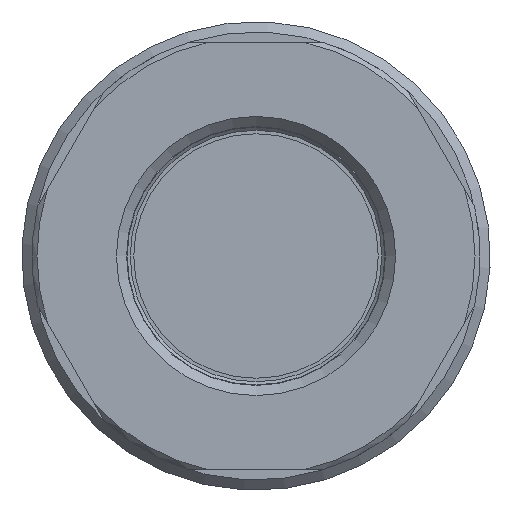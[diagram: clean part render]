
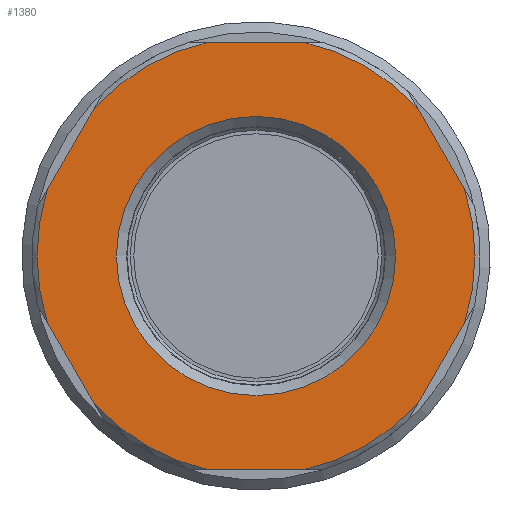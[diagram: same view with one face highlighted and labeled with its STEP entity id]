
A CAD part, left-side view. The second image highlights one B-rep face of the part: STEP entity #1380.
In plain terms, the highlighted planar face has unit normal (-1, 0, 0).
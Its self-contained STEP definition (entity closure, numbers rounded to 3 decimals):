
#178=FACE_BOUND('',#346,.T.);
#196=PLANE('',#1548);
#257=FACE_OUTER_BOUND('',#345,.T.);
#345=EDGE_LOOP('',(#1152,#1153,#1154,#1155,#1156,#1157,#1158,#1159,#1160,
#1161,#1162,#1163));
#346=EDGE_LOOP('',(#1164));
#405=LINE('',#2315,#461);
#406=LINE('',#2319,#462);
#407=LINE('',#2323,#463);
#408=LINE('',#2327,#464);
#409=LINE('',#2331,#465);
#410=LINE('',#2335,#466);
#461=VECTOR('',#1878,10.);
#462=VECTOR('',#1881,10.);
#463=VECTOR('',#1884,10.);
#464=VECTOR('',#1887,10.);
#465=VECTOR('',#1890,10.);
#466=VECTOR('',#1893,10.);
#552=CIRCLE('',#1545,6.85);
#554=CIRCLE('',#1549,10.75);
#555=CIRCLE('',#1550,10.75);
#556=CIRCLE('',#1551,10.75);
#557=CIRCLE('',#1552,10.75);
#558=CIRCLE('',#1553,10.75);
#559=CIRCLE('',#1554,10.75);
#658=VERTEX_POINT('',#2305);
#660=VERTEX_POINT('',#2313);
#661=VERTEX_POINT('',#2314);
#662=VERTEX_POINT('',#2316);
#663=VERTEX_POINT('',#2318);
#664=VERTEX_POINT('',#2320);
#665=VERTEX_POINT('',#2322);
#666=VERTEX_POINT('',#2324);
#667=VERTEX_POINT('',#2326);
#668=VERTEX_POINT('',#2328);
#669=VERTEX_POINT('',#2330);
#670=VERTEX_POINT('',#2332);
#671=VERTEX_POINT('',#2334);
#829=EDGE_CURVE('',#658,#658,#552,.T.);
#833=EDGE_CURVE('',#660,#661,#405,.T.);
#834=EDGE_CURVE('',#662,#661,#554,.T.);
#835=EDGE_CURVE('',#662,#663,#406,.T.);
#836=EDGE_CURVE('',#664,#663,#555,.T.);
#837=EDGE_CURVE('',#664,#665,#407,.T.);
#838=EDGE_CURVE('',#666,#665,#556,.T.);
#839=EDGE_CURVE('',#666,#667,#408,.T.);
#840=EDGE_CURVE('',#668,#667,#557,.T.);
#841=EDGE_CURVE('',#668,#669,#409,.T.);
#842=EDGE_CURVE('',#670,#669,#558,.T.);
#843=EDGE_CURVE('',#670,#671,#410,.T.);
#844=EDGE_CURVE('',#660,#671,#559,.T.);
#1152=ORIENTED_EDGE('',*,*,#833,.T.);
#1153=ORIENTED_EDGE('',*,*,#834,.F.);
#1154=ORIENTED_EDGE('',*,*,#835,.T.);
#1155=ORIENTED_EDGE('',*,*,#836,.F.);
#1156=ORIENTED_EDGE('',*,*,#837,.T.);
#1157=ORIENTED_EDGE('',*,*,#838,.F.);
#1158=ORIENTED_EDGE('',*,*,#839,.T.);
#1159=ORIENTED_EDGE('',*,*,#840,.F.);
#1160=ORIENTED_EDGE('',*,*,#841,.T.);
#1161=ORIENTED_EDGE('',*,*,#842,.F.);
#1162=ORIENTED_EDGE('',*,*,#843,.T.);
#1163=ORIENTED_EDGE('',*,*,#844,.F.);
#1164=ORIENTED_EDGE('',*,*,#829,.F.);
#1380=ADVANCED_FACE('',(#257,#178),#196,.T.);
#1545=AXIS2_PLACEMENT_3D('',#2306,#1868,#1869);
#1548=AXIS2_PLACEMENT_3D('',#2312,#1876,#1877);
#1549=AXIS2_PLACEMENT_3D('',#2317,#1879,#1880);
#1550=AXIS2_PLACEMENT_3D('',#2321,#1882,#1883);
#1551=AXIS2_PLACEMENT_3D('',#2325,#1885,#1886);
#1552=AXIS2_PLACEMENT_3D('',#2329,#1888,#1889);
#1553=AXIS2_PLACEMENT_3D('',#2333,#1891,#1892);
#1554=AXIS2_PLACEMENT_3D('',#2336,#1894,#1895);
#1868=DIRECTION('center_axis',(-1.,0.,0.));
#1869=DIRECTION('ref_axis',(0.,0.,-1.));
#1876=DIRECTION('center_axis',(-1.,0.,0.));
#1877=DIRECTION('ref_axis',(0.,0.,1.));
#1878=DIRECTION('',(0.,-0.5,-0.866));
#1879=DIRECTION('center_axis',(1.,0.,0.));
#1880=DIRECTION('ref_axis',(0.,-1.,0.));
#1881=DIRECTION('',(0.,-1.,0.));
#1882=DIRECTION('center_axis',(1.,0.,0.));
#1883=DIRECTION('ref_axis',(0.,-1.,0.));
#1884=DIRECTION('',(0.,-0.5,0.866));
#1885=DIRECTION('center_axis',(1.,0.,0.));
#1886=DIRECTION('ref_axis',(0.,-1.,0.));
#1887=DIRECTION('',(0.,0.5,0.866));
#1888=DIRECTION('center_axis',(1.,0.,0.));
#1889=DIRECTION('ref_axis',(0.,-1.,0.));
#1890=DIRECTION('',(0.,1.,0.));
#1891=DIRECTION('center_axis',(1.,0.,0.));
#1892=DIRECTION('ref_axis',(0.,-1.,0.));
#1893=DIRECTION('',(0.,0.5,-0.866));
#1894=DIRECTION('center_axis',(1.,0.,0.));
#1895=DIRECTION('ref_axis',(0.,-1.,0.));
#2305=CARTESIAN_POINT('',(0.,0.,6.85));
#2306=CARTESIAN_POINT('Origin',(0.,0.,0.));
#2312=CARTESIAN_POINT('Origin',(0.,0.,0.));
#2313=CARTESIAN_POINT('',(0.,10.246,-3.254));
#2314=CARTESIAN_POINT('',(0.,7.941,-7.246));
#2315=CARTESIAN_POINT('',(0.,10.609,-2.625));
#2316=CARTESIAN_POINT('',(0.,2.305,-10.5));
#2317=CARTESIAN_POINT('Origin',(0.,0.,0.));
#2318=CARTESIAN_POINT('',(0.,-2.305,-10.5));
#2319=CARTESIAN_POINT('',(0.,3.031,-10.5));
#2320=CARTESIAN_POINT('',(0.,-7.941,-7.246));
#2321=CARTESIAN_POINT('Origin',(0.,0.,0.));
#2322=CARTESIAN_POINT('',(0.,-10.246,-3.254));
#2323=CARTESIAN_POINT('',(0.,-7.578,-7.875));
#2324=CARTESIAN_POINT('',(0.,-10.246,3.254));
#2325=CARTESIAN_POINT('Origin',(0.,0.,0.));
#2326=CARTESIAN_POINT('',(0.,-7.941,7.246));
#2327=CARTESIAN_POINT('',(0.,-10.609,2.625));
#2328=CARTESIAN_POINT('',(0.,-2.305,10.5));
#2329=CARTESIAN_POINT('Origin',(0.,0.,0.));
#2330=CARTESIAN_POINT('',(0.,2.305,10.5));
#2331=CARTESIAN_POINT('',(0.,-3.031,10.5));
#2332=CARTESIAN_POINT('',(0.,7.941,7.246));
#2333=CARTESIAN_POINT('Origin',(0.,0.,0.));
#2334=CARTESIAN_POINT('',(0.,10.246,3.254));
#2335=CARTESIAN_POINT('',(0.,7.578,7.875));
#2336=CARTESIAN_POINT('Origin',(0.,0.,0.));
